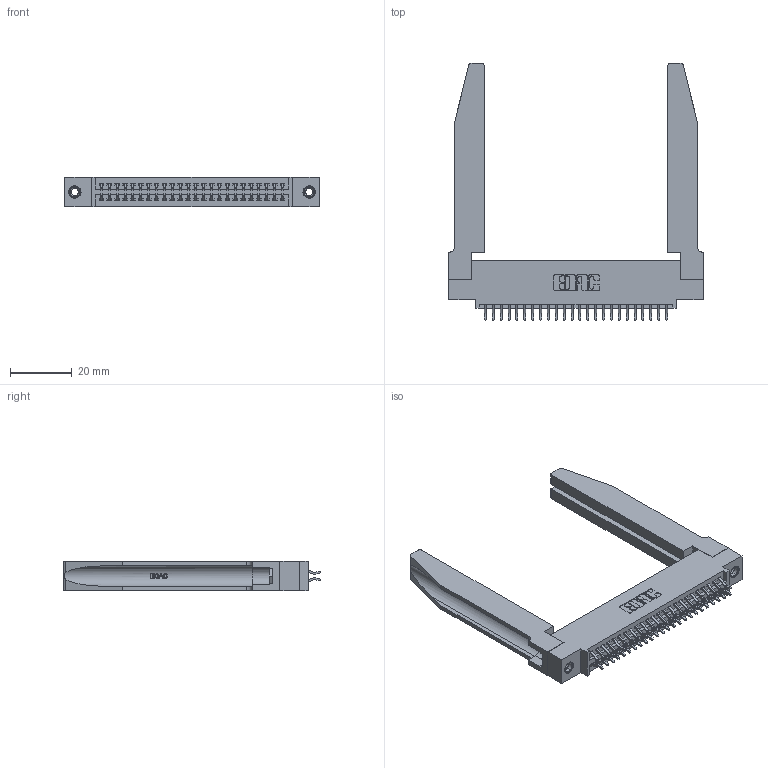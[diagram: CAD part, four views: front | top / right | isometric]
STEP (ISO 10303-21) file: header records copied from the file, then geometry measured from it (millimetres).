
FILE_DESCRIPTION (( 'STEP AP203' ), '1' );
FILE_NAME ('395-048-556-578.STEP', '2019-10-19T06:16:36', ( '' ), ( '' ), 'SwSTEP 2.0', 'SolidWorks 2016', '' );
FILE_SCHEMA (( 'CONFIG_CONTROL_DESIGN' ));
Length unit declared in the file: inch
Products named in the file (5): 395-048-556-578; 345 Part_0.110 Offset - 0.156 Dia-TH; 345-292-001_556 Tail; 345-250-001_345-250-001-102; 345-220-078_345-220-078
Assembly tree (53 placements, depth 2):
  395-048-556-578
    345 Part_0.110 Offset - 0.156 Dia-TH
    345-292-001_556 Tail  x48
    345-250-001_345-250-001-102  x2
    345-220-078_345-220-078  x2
Bounding box: 82.19 x 82.99 x 9.4 mm (x, y, z)
Volume: 15512.5 mm3; surface area: 17984.8 mm2
Topology: 53 solids, 53 shells, 3052 faces, 8977 edges, 5910 vertices
Faces by surface type: plane 2002, cylinder 998, bspline 36, cone 12, torus 4
Entity records: 26346 total; most frequent: CARTESIAN_POINT 5367, ORIENTED_EDGE 4186, DIRECTION 3735, EDGE_CURVE 2093, VECTOR 1763, LINE 1763, VERTEX_POINT 1388, AXIS2_PLACEMENT_3D 986
